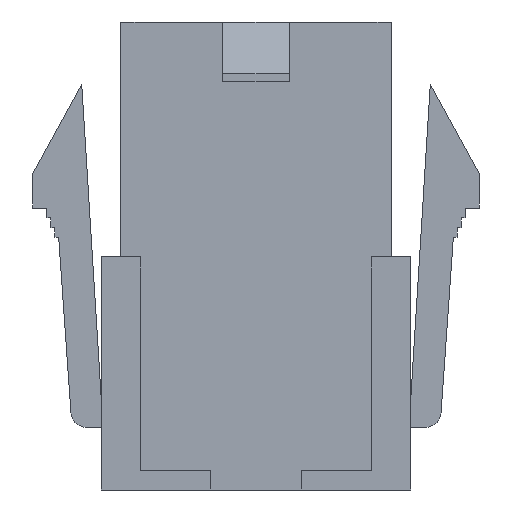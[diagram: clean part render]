
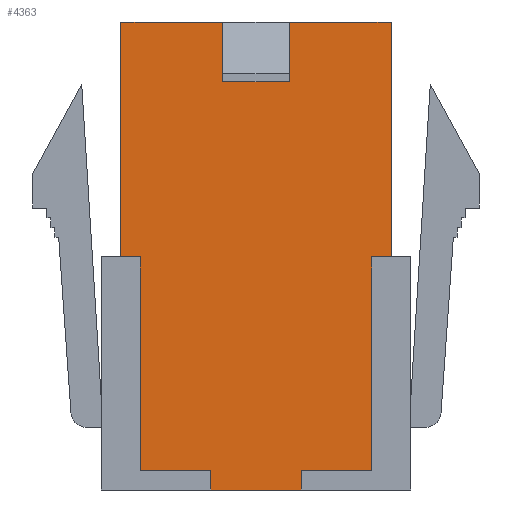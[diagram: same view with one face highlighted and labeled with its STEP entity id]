
A CAD part, front view. The second image highlights one B-rep face of the part: STEP entity #4363.
In plain terms, the highlighted planar face has unit normal (0, -1, 0).
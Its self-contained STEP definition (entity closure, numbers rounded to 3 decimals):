
#393=ORIENTED_EDGE('',*,*,#1611,.T.);
#394=ORIENTED_EDGE('',*,*,#1467,.T.);
#395=ORIENTED_EDGE('',*,*,#1598,.F.);
#396=ORIENTED_EDGE('',*,*,#1612,.T.);
#397=ORIENTED_EDGE('',*,*,#1613,.T.);
#398=ORIENTED_EDGE('',*,*,#1614,.F.);
#399=ORIENTED_EDGE('',*,*,#1615,.T.);
#400=ORIENTED_EDGE('',*,*,#1447,.F.);
#401=ORIENTED_EDGE('',*,*,#1616,.F.);
#402=ORIENTED_EDGE('',*,*,#1617,.T.);
#403=ORIENTED_EDGE('',*,*,#1610,.F.);
#404=ORIENTED_EDGE('',*,*,#1618,.F.);
#405=ORIENTED_EDGE('',*,*,#1368,.T.);
#406=ORIENTED_EDGE('',*,*,#1469,.T.);
#407=ORIENTED_EDGE('',*,*,#1619,.F.);
#408=ORIENTED_EDGE('',*,*,#1620,.F.);
#1368=EDGE_CURVE('',#1998,#1997,#2409,.T.);
#1447=EDGE_CURVE('',#2067,#2068,#2488,.T.);
#1467=EDGE_CURVE('',#2087,#2086,#2508,.T.);
#1469=EDGE_CURVE('',#1997,#2088,#2510,.T.);
#1598=EDGE_CURVE('',#2196,#2086,#2639,.T.);
#1610=EDGE_CURVE('',#2206,#2203,#2651,.T.);
#1611=EDGE_CURVE('',#2207,#2087,#2652,.T.);
#1612=EDGE_CURVE('',#2196,#2208,#2653,.T.);
#1613=EDGE_CURVE('',#2208,#2209,#2654,.T.);
#1614=EDGE_CURVE('',#2210,#2209,#2655,.T.);
#1615=EDGE_CURVE('',#2210,#2068,#2656,.T.);
#1616=EDGE_CURVE('',#2211,#2067,#2657,.T.);
#1617=EDGE_CURVE('',#2211,#2203,#2658,.T.);
#1618=EDGE_CURVE('',#1998,#2206,#2659,.T.);
#1619=EDGE_CURVE('',#2212,#2088,#2660,.T.);
#1620=EDGE_CURVE('',#2207,#2212,#2661,.T.);
#1997=VERTEX_POINT('',#6013);
#1998=VERTEX_POINT('',#6015);
#2067=VERTEX_POINT('',#6177);
#2068=VERTEX_POINT('',#6179);
#2086=VERTEX_POINT('',#6217);
#2087=VERTEX_POINT('',#6219);
#2088=VERTEX_POINT('',#6221);
#2196=VERTEX_POINT('',#6487);
#2203=VERTEX_POINT('',#6507);
#2206=VERTEX_POINT('',#6512);
#2207=VERTEX_POINT('',#6516);
#2208=VERTEX_POINT('',#6518);
#2209=VERTEX_POINT('',#6520);
#2210=VERTEX_POINT('',#6522);
#2211=VERTEX_POINT('',#6525);
#2212=VERTEX_POINT('',#6529);
#2409=LINE('',#6014,#3030);
#2488=LINE('',#6178,#3109);
#2508=LINE('',#6218,#3129);
#2510=LINE('',#6222,#3131);
#2639=LINE('',#6488,#3260);
#2651=LINE('',#6513,#3272);
#2652=LINE('',#6515,#3273);
#2653=LINE('',#6517,#3274);
#2654=LINE('',#6519,#3275);
#2655=LINE('',#6521,#3276);
#2656=LINE('',#6523,#3277);
#2657=LINE('',#6524,#3278);
#2658=LINE('',#6526,#3279);
#2659=LINE('',#6527,#3280);
#2660=LINE('',#6528,#3281);
#2661=LINE('',#6530,#3282);
#3030=VECTOR('',#4866,1000.);
#3109=VECTOR('',#4975,1000.);
#3129=VECTOR('',#4997,1000.);
#3131=VECTOR('',#4999,1000.);
#3260=VECTOR('',#5186,1000.);
#3272=VECTOR('',#5204,1000.);
#3273=VECTOR('',#5207,1000.);
#3274=VECTOR('',#5208,1000.);
#3275=VECTOR('',#5209,1000.);
#3276=VECTOR('',#5210,1000.);
#3277=VECTOR('',#5211,1000.);
#3278=VECTOR('',#5212,1000.);
#3279=VECTOR('',#5213,1000.);
#3280=VECTOR('',#5214,1000.);
#3281=VECTOR('',#5215,1000.);
#3282=VECTOR('',#5216,1000.);
#3670=EDGE_LOOP('',(#393,#394,#395,#396,#397,#398,#399,#400,#401,#402,#403,
#404,#405,#406,#407,#408));
#3909=FACE_BOUND('',#3670,.T.);
#4140=PLANE('',#4615);
#4363=ADVANCED_FACE('',(#3909),#4140,.T.);
#4615=AXIS2_PLACEMENT_3D('',#6514,#5205,#5206);
#4866=DIRECTION('',(0.,0.,1.));
#4975=DIRECTION('',(-1.,0.,0.));
#4997=DIRECTION('',(-1.,0.,0.));
#4999=DIRECTION('',(-1.,0.,0.));
#5186=DIRECTION('',(0.,0.,1.));
#5204=DIRECTION('',(0.,0.,-1.));
#5205=DIRECTION('',(0.,-1.,0.));
#5206=DIRECTION('',(0.,0.,-1.));
#5207=DIRECTION('',(0.,0.,1.));
#5208=DIRECTION('',(1.,0.,0.));
#5209=DIRECTION('',(0.,0.,-1.));
#5210=DIRECTION('',(-1.,0.,0.));
#5211=DIRECTION('',(0.,0.,-1.));
#5212=DIRECTION('',(0.,0.,-1.));
#5213=DIRECTION('',(1.,0.,0.));
#5214=DIRECTION('',(-1.,0.,0.));
#5215=DIRECTION('',(0.,0.,1.));
#5216=DIRECTION('',(1.,0.,0.));
#6013=CARTESIAN_POINT('',(6.9,-2.7,11.95));
#6014=CARTESIAN_POINT('',(6.9,-2.7,-11.95));
#6015=CARTESIAN_POINT('',(6.9,-2.7,-0.05));
#6177=CARTESIAN_POINT('',(2.3,-2.7,-11.95));
#6178=CARTESIAN_POINT('',(6.9,-2.7,-11.95));
#6179=CARTESIAN_POINT('',(-2.3,-2.7,-11.95));
#6217=CARTESIAN_POINT('',(-6.9,-2.7,11.95));
#6218=CARTESIAN_POINT('',(6.9,-2.7,11.95));
#6219=CARTESIAN_POINT('',(-1.7,-2.7,11.95));
#6221=CARTESIAN_POINT('',(1.7,-2.7,11.95));
#6222=CARTESIAN_POINT('',(6.9,-2.7,11.95));
#6487=CARTESIAN_POINT('',(-6.9,-2.7,-0.05));
#6488=CARTESIAN_POINT('',(-6.9,-2.7,-11.95));
#6507=CARTESIAN_POINT('',(5.9,-2.7,-10.95));
#6512=CARTESIAN_POINT('',(5.9,-2.7,-0.05));
#6513=CARTESIAN_POINT('',(5.9,-2.7,-0.05));
#6514=CARTESIAN_POINT('',(6.9,-2.7,-11.95));
#6515=CARTESIAN_POINT('',(-1.7,-2.7,8.9));
#6516=CARTESIAN_POINT('',(-1.7,-2.7,8.9));
#6517=CARTESIAN_POINT('',(-6.9,-2.7,-0.05));
#6518=CARTESIAN_POINT('',(-5.9,-2.7,-0.05));
#6519=CARTESIAN_POINT('',(-5.9,-2.7,-0.05));
#6520=CARTESIAN_POINT('',(-5.9,-2.7,-10.95));
#6521=CARTESIAN_POINT('',(-2.3,-2.7,-10.95));
#6522=CARTESIAN_POINT('',(-2.3,-2.7,-10.95));
#6523=CARTESIAN_POINT('',(-2.3,-2.7,-10.95));
#6524=CARTESIAN_POINT('',(2.3,-2.7,-10.95));
#6525=CARTESIAN_POINT('',(2.3,-2.7,-10.95));
#6526=CARTESIAN_POINT('',(2.3,-2.7,-10.95));
#6527=CARTESIAN_POINT('',(6.9,-2.7,-0.05));
#6528=CARTESIAN_POINT('',(1.7,-2.7,8.9));
#6529=CARTESIAN_POINT('',(1.7,-2.7,8.9));
#6530=CARTESIAN_POINT('',(-1.7,-2.7,8.9));
